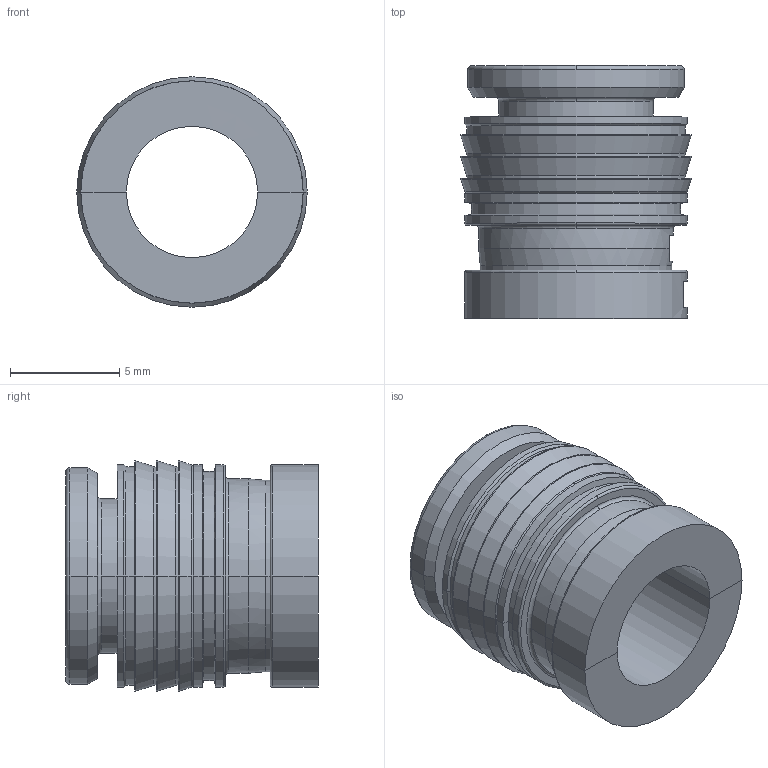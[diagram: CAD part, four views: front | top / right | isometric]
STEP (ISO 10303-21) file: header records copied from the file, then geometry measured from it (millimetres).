
FILE_DESCRIPTION(('STEP AP214'),'1');
FILE_NAME('6300_06_00.stp','2016-07-07T14:17:05',('TraceParts'),('TraceParts S.A.'),'Spatial InterOp 3D',' ',' ');
FILE_SCHEMA(('automotive_design'));
Length unit declared in the file: millimetre
Products named in the file (1): 1
Bounding box: 10.53 x 11.55 x 10.53 mm (x, y, z)
Volume: 522.2 mm3; surface area: 828.8 mm2
Topology: 1 solids, 1 shells, 77 faces, 179 edges, 111 vertices
Faces by surface type: cylinder 32, cone 18, plane 15, torus 12
Entity records: 2248 total; most frequent: DIRECTION 451, CARTESIAN_POINT 372, ORIENTED_EDGE 358, AXIS2_PLACEMENT_3D 196, EDGE_CURVE 179, CIRCLE 118, VERTEX_POINT 111, EDGE_LOOP 86
